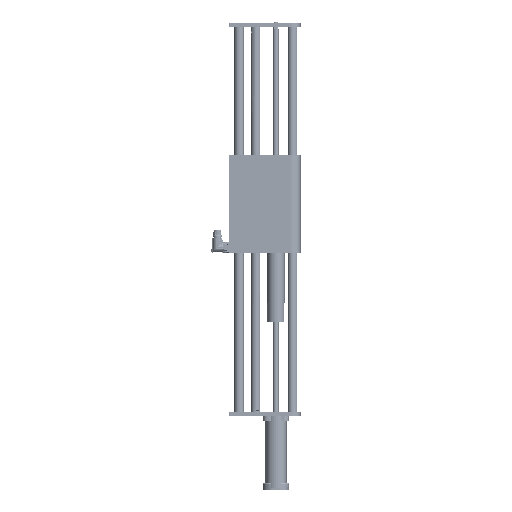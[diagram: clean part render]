
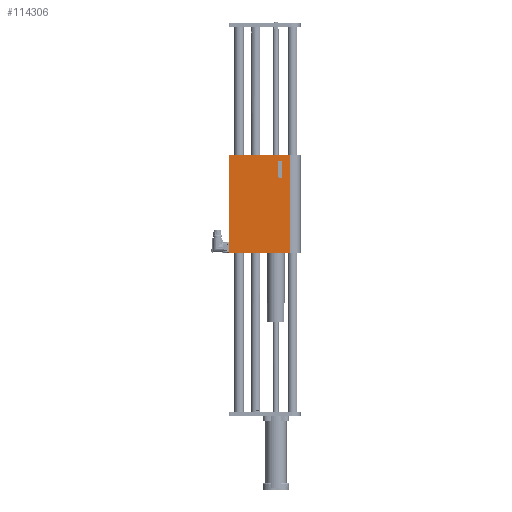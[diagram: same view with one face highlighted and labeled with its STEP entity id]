
A CAD part, left-side view. The second image highlights one B-rep face of the part: STEP entity #114306.
In plain terms, the highlighted planar face has unit normal (-1, 0, 0).
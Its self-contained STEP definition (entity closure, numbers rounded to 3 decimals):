
#1189 = FACE_BOUND ( 'NONE', #102689, .T. ) ;
#6153 = CARTESIAN_POINT ( 'NONE',  ( -22.5, -13.398, 62.961 ) ) ;
#6848 = LINE ( 'NONE', #6153, #114972 ) ;
#13576 = DIRECTION ( 'NONE',  ( 0., -1., 0. ) ) ;
#15280 = ORIENTED_EDGE ( 'NONE', *, *, #95755, .T. ) ;
#16487 = VECTOR ( 'NONE', #31738, 1000. ) ;
#17528 = LINE ( 'NONE', #69654, #66773 ) ;
#20803 = VERTEX_POINT ( 'NONE', #115770 ) ;
#20963 = DIRECTION ( 'NONE',  ( -1., 0., 0. ) ) ;
#24903 = ORIENTED_EDGE ( 'NONE', *, *, #38010, .T. ) ;
#26920 = VERTEX_POINT ( 'NONE', #58445 ) ;
#28129 = CARTESIAN_POINT ( 'NONE',  ( -22.5, -55.043, 88.89 ) ) ;
#31619 = VECTOR ( 'NONE', #37633, 1000. ) ;
#31738 = DIRECTION ( 'NONE',  ( 0., 0., 1. ) ) ;
#32077 = LINE ( 'NONE', #75048, #55899 ) ;
#34147 = VECTOR ( 'NONE', #70915, 1000. ) ;
#37633 = DIRECTION ( 'NONE',  ( 0., 0., 1. ) ) ;
#38010 = EDGE_CURVE ( 'NONE', #20803, #93279, #113323, .T. ) ;
#39274 = VERTEX_POINT ( 'NONE', #99666 ) ;
#43492 = CARTESIAN_POINT ( 'NONE',  ( -22.5, 57., 103. ) ) ;
#45299 = ORIENTED_EDGE ( 'NONE', *, *, #74021, .T. ) ;
#46891 = CARTESIAN_POINT ( 'NONE',  ( -22.5, -46.059, 0. ) ) ;
#53053 = EDGE_LOOP ( 'NONE', ( #108353, #93954, #45299, #15280 ) ) ;
#53905 = CARTESIAN_POINT ( 'NONE',  ( -22.5, -55.043, 54.099 ) ) ;
#54586 = DIRECTION ( 'NONE',  ( 0., 0., -1. ) ) ;
#54909 = AXIS2_PLACEMENT_3D ( 'NONE', #130204, #20963, #73797 ) ;
#55899 = VECTOR ( 'NONE', #54586, 1000. ) ;
#58445 = CARTESIAN_POINT ( 'NONE',  ( -22.5, -71.5, -103. ) ) ;
#61839 = LINE ( 'NONE', #43492, #138895 ) ;
#64327 = VERTEX_POINT ( 'NONE', #53905 ) ;
#64405 = EDGE_CURVE ( 'NONE', #39274, #130306, #32077, .T. ) ;
#65002 = CARTESIAN_POINT ( 'NONE',  ( -22.5, 57., -103. ) ) ;
#66717 = CARTESIAN_POINT ( 'NONE',  ( -22.5, 55.5, -103. ) ) ;
#66773 = VECTOR ( 'NONE', #82342, 1000. ) ;
#68025 = EDGE_CURVE ( 'NONE', #64327, #74192, #6848, .T. ) ;
#69654 = CARTESIAN_POINT ( 'NONE',  ( -22.5, -55.043, 0. ) ) ;
#70915 = DIRECTION ( 'NONE',  ( 0., -0.978, -0.208 ) ) ;
#73519 = ORIENTED_EDGE ( 'NONE', *, *, #68025, .T. ) ;
#73656 = CARTESIAN_POINT ( 'NONE',  ( -22.5, -46.059, 56.01 ) ) ;
#73797 = DIRECTION ( 'NONE',  ( 0., -1., 0. ) ) ;
#74021 = EDGE_CURVE ( 'NONE', #130306, #26920, #75588, .T. ) ;
#74192 = VERTEX_POINT ( 'NONE', #73656 ) ;
#75048 = CARTESIAN_POINT ( 'NONE',  ( -22.5, 55.5, -103. ) ) ;
#75588 = LINE ( 'NONE', #65002, #104925 ) ;
#76770 = LINE ( 'NONE', #107217, #16487 ) ;
#76869 = EDGE_CURVE ( 'NONE', #74192, #20803, #91243, .T. ) ;
#80816 = CARTESIAN_POINT ( 'NONE',  ( -22.5, -71.5, 103. ) ) ;
#82342 = DIRECTION ( 'NONE',  ( 0., 0., -1. ) ) ;
#85098 = ORIENTED_EDGE ( 'NONE', *, *, #104267, .T. ) ;
#91243 = LINE ( 'NONE', #46891, #31619 ) ;
#92108 = VERTEX_POINT ( 'NONE', #80816 ) ;
#93279 = VERTEX_POINT ( 'NONE', #28129 ) ;
#93954 = ORIENTED_EDGE ( 'NONE', *, *, #64405, .T. ) ;
#95713 = PLANE ( 'NONE',  #54909 ) ;
#95755 = EDGE_CURVE ( 'NONE', #26920, #92108, #76770, .T. ) ;
#99666 = CARTESIAN_POINT ( 'NONE',  ( -22.5, 55.5, 103. ) ) ;
#102178 = EDGE_CURVE ( 'NONE', #39274, #92108, #61839, .T. ) ;
#102689 = EDGE_LOOP ( 'NONE', ( #24903, #85098, #73519, #113270 ) ) ;
#104267 = EDGE_CURVE ( 'NONE', #93279, #64327, #17528, .T. ) ;
#104925 = VECTOR ( 'NONE', #13576, 1000. ) ;
#107019 = DIRECTION ( 'NONE',  ( 0., -1., 0. ) ) ;
#107217 = CARTESIAN_POINT ( 'NONE',  ( -22.5, -71.5, -103. ) ) ;
#108353 = ORIENTED_EDGE ( 'NONE', *, *, #102178, .F. ) ;
#109019 = FACE_OUTER_BOUND ( 'NONE', #53053, .T. ) ;
#112625 = DIRECTION ( 'NONE',  ( 0., 0.978, 0.208 ) ) ;
#113270 = ORIENTED_EDGE ( 'NONE', *, *, #76869, .T. ) ;
#113323 = LINE ( 'NONE', #113998, #34147 ) ;
#113998 = CARTESIAN_POINT ( 'NONE',  ( -22.5, -20.493, 96.247 ) ) ;
#114306 = ADVANCED_FACE ( 'NONE', ( #109019, #1189 ), #95713, .T. ) ;
#114972 = VECTOR ( 'NONE', #112625, 1000. ) ;
#115770 = CARTESIAN_POINT ( 'NONE',  ( -22.5, -46.059, 90.803 ) ) ;
#130204 = CARTESIAN_POINT ( 'NONE',  ( -22.5, 57., -103. ) ) ;
#130306 = VERTEX_POINT ( 'NONE', #66717 ) ;
#138895 = VECTOR ( 'NONE', #107019, 1000. ) ;
